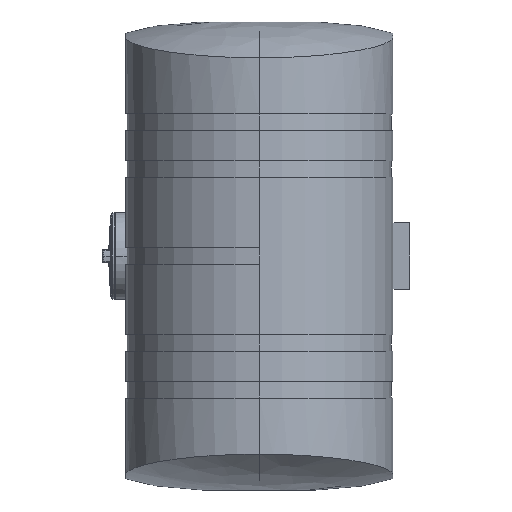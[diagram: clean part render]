
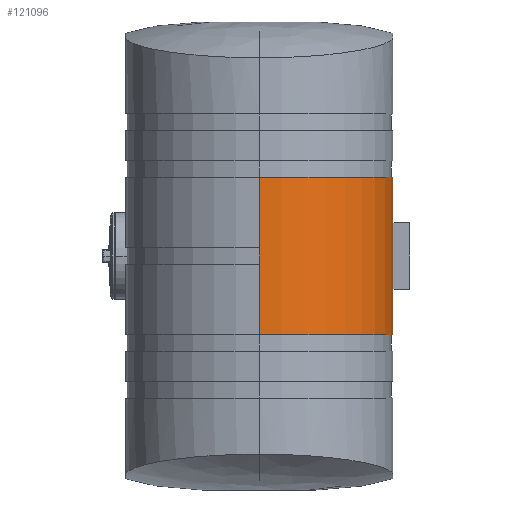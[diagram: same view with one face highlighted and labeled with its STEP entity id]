
A CAD part, left-side view. The second image highlights one B-rep face of the part: STEP entity #121096.
In plain terms, the highlighted cylindrical face has radius 400 mm (diameter 800 mm), a partial arc.
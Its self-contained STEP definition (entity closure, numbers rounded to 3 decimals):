
#2757 = ORIENTED_EDGE ( 'NONE', *, *, #144557, .T. ) ;
#2930 = CARTESIAN_POINT ( 'NONE',  ( -170., 0., -235. ) ) ;
#3963 = ORIENTED_EDGE ( 'NONE', *, *, #205037, .T. ) ;
#17833 = DIRECTION ( 'NONE',  ( 0., 0., -1. ) ) ;
#23220 = CARTESIAN_POINT ( 'NONE',  ( -570., 0., 700. ) ) ;
#41562 = VERTEX_POINT ( 'NONE', #297799 ) ;
#41870 = DIRECTION ( 'NONE',  ( -1., 0., 0. ) ) ;
#54504 = VERTEX_POINT ( 'NONE', #128286 ) ;
#61285 = FACE_OUTER_BOUND ( 'NONE', #250597, .T. ) ;
#63699 = LINE ( 'NONE', #185817, #293323 ) ;
#63857 = VERTEX_POINT ( 'NONE', #124257 ) ;
#64031 = LINE ( 'NONE', #303174, #245831 ) ;
#76190 = CYLINDRICAL_SURFACE ( 'NONE', #139648, 400. ) ;
#83606 = DIRECTION ( 'NONE',  ( 0., 0., 1. ) ) ;
#84304 = VERTEX_POINT ( 'NONE', #155368 ) ;
#84638 = EDGE_CURVE ( 'NONE', #158393, #84304, #94096, .T. ) ;
#91630 = DIRECTION ( 'NONE',  ( 0., 0., -1. ) ) ;
#94096 = LINE ( 'NONE', #23220, #127257 ) ;
#110026 = EDGE_CURVE ( 'NONE', #63857, #41562, #254670, .T. ) ;
#117096 = ORIENTED_EDGE ( 'NONE', *, *, #134366, .T. ) ;
#119567 = DIRECTION ( 'NONE',  ( 0., 0., -1. ) ) ;
#121096 = ADVANCED_FACE ( 'NONE', ( #61285 ), #76190, .T. ) ;
#124257 = CARTESIAN_POINT ( 'NONE',  ( -170., -400., 235. ) ) ;
#127224 = CARTESIAN_POINT ( 'NONE',  ( -170., 0., 700. ) ) ;
#127257 = VECTOR ( 'NONE', #119567, 1000. ) ;
#128286 = CARTESIAN_POINT ( 'NONE',  ( -570., 0., -235. ) ) ;
#130541 = AXIS2_PLACEMENT_3D ( 'NONE', #163116, #91630, #41870 ) ;
#133195 = DIRECTION ( 'NONE',  ( 0., 0., -1. ) ) ;
#134366 = EDGE_CURVE ( 'NONE', #54504, #193279, #278582, .T. ) ;
#139648 = AXIS2_PLACEMENT_3D ( 'NONE', #127224, #177014, #275496 ) ;
#144557 = EDGE_CURVE ( 'NONE', #41562, #158393, #64031, .T. ) ;
#155368 = CARTESIAN_POINT ( 'NONE',  ( -570., 0., -25. ) ) ;
#158393 = VERTEX_POINT ( 'NONE', #223600 ) ;
#163116 = CARTESIAN_POINT ( 'NONE',  ( -170., 0., 235. ) ) ;
#168863 = DIRECTION ( 'NONE',  ( 0., 0., 1. ) ) ;
#170783 = ORIENTED_EDGE ( 'NONE', *, *, #183712, .T. ) ;
#177014 = DIRECTION ( 'NONE',  ( 0., 0., -1. ) ) ;
#182028 = CARTESIAN_POINT ( 'NONE',  ( -170., -400., 700. ) ) ;
#183712 = EDGE_CURVE ( 'NONE', #193279, #63857, #256300, .T. ) ;
#185817 = CARTESIAN_POINT ( 'NONE',  ( -570., 0., 700. ) ) ;
#191602 = CARTESIAN_POINT ( 'NONE',  ( -170., -400., -235. ) ) ;
#192837 = DIRECTION ( 'NONE',  ( -1., 0., 0. ) ) ;
#193279 = VERTEX_POINT ( 'NONE', #191602 ) ;
#205037 = EDGE_CURVE ( 'NONE', #84304, #54504, #63699, .T. ) ;
#210798 = ORIENTED_EDGE ( 'NONE', *, *, #84638, .T. ) ;
#223600 = CARTESIAN_POINT ( 'NONE',  ( -570., 0., 25. ) ) ;
#245831 = VECTOR ( 'NONE', #133195, 1000. ) ;
#250597 = EDGE_LOOP ( 'NONE', ( #277249, #2757, #210798, #3963, #117096, #170783 ) ) ;
#254670 = CIRCLE ( 'NONE', #130541, 400. ) ;
#256300 = LINE ( 'NONE', #182028, #275020 ) ;
#275020 = VECTOR ( 'NONE', #83606, 1000. ) ;
#275496 = DIRECTION ( 'NONE',  ( -1., 0., 0. ) ) ;
#277249 = ORIENTED_EDGE ( 'NONE', *, *, #110026, .T. ) ;
#278582 = CIRCLE ( 'NONE', #284280, 400. ) ;
#284280 = AXIS2_PLACEMENT_3D ( 'NONE', #2930, #168863, #192837 ) ;
#293323 = VECTOR ( 'NONE', #17833, 1000. ) ;
#297799 = CARTESIAN_POINT ( 'NONE',  ( -570., 0., 235. ) ) ;
#303174 = CARTESIAN_POINT ( 'NONE',  ( -570., 0., 700. ) ) ;
